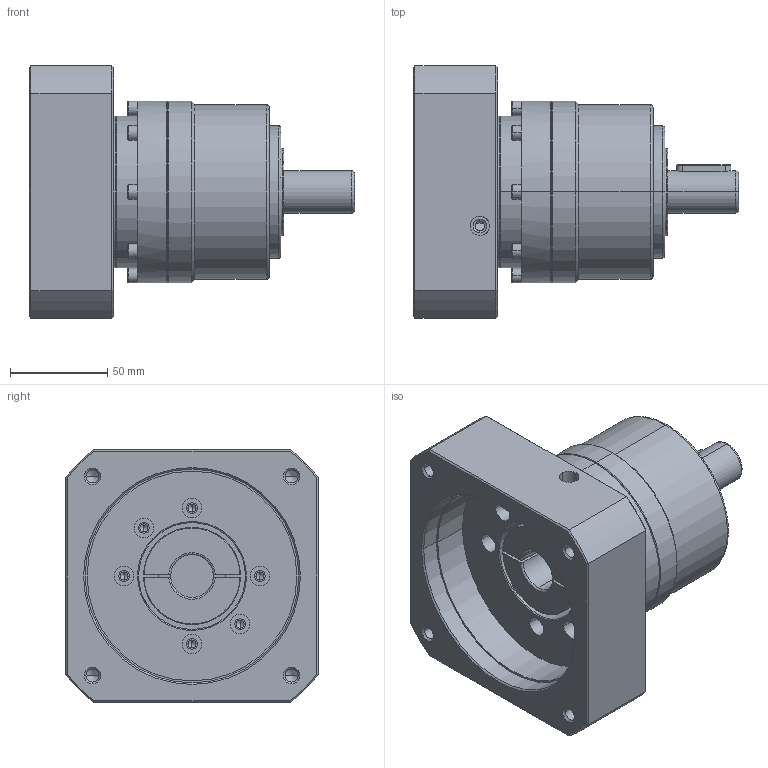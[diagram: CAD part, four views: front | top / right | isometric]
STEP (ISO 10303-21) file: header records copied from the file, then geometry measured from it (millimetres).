
FILE_DESCRIPTION (( 'STEP AP214' ), '1' );
FILE_NAME ('PE090-L1-22-110-145M8.STEP', '2024-01-06T03:32:18', ( 'admin' ), ( '' ), 'SwSTEP 2.0', 'SolidWorks 2013', '' );
FILE_SCHEMA (( 'AUTOMOTIVE_DESIGN' ));
Length unit declared in the file: millimetre
Products named in the file (4): PE090-L1-22-110-145M8; PB090_X2_58F34F537AEF_X0_-19; PB090-110-145M8; PE090_X2_8F9351FA7AEF_X0_
Assembly tree (3 placements, depth 2):
  PE090-L1-22-110-145M8
    PB090_X2_58F34F537AEF_X0_-19
    PB090-110-145M8
    PE090_X2_8F9351FA7AEF_X0_
Bounding box: 167.5 x 130 x 130 mm (x, y, z)
Volume: 952658 mm3; surface area: 135722.5 mm2
Topology: 4 solids, 4 shells, 426 faces, 1027 edges, 608 vertices
Faces by surface type: cylinder 163, plane 121, cone 113, bspline 29
Entity records: 17564 total; most frequent: CARTESIAN_POINT 3091, DIRECTION 2099, ORIENTED_EDGE 1906, EDGE_CURVE 953, AXIS2_PLACEMENT_3D 816, VERTEX_POINT 602, EDGE_LOOP 519, LINE 467
